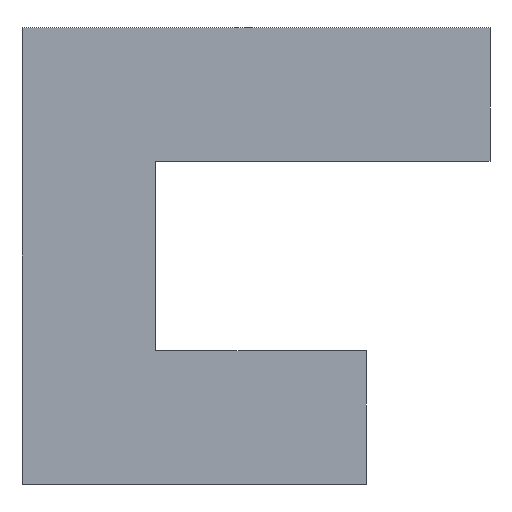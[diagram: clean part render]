
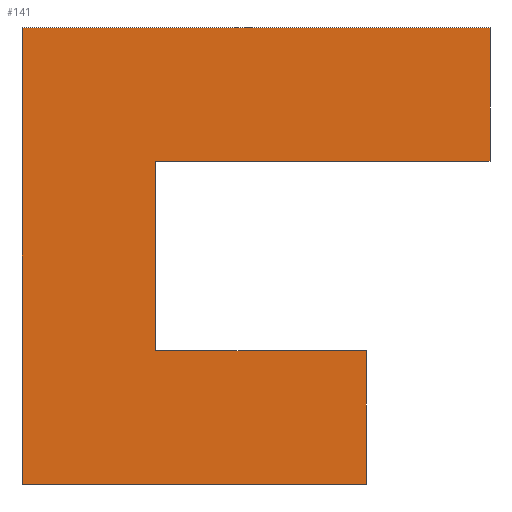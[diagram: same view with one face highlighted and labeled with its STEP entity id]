
A CAD part, front view. The second image highlights one B-rep face of the part: STEP entity #141.
In plain terms, the highlighted planar face has unit normal (0, -1, 0).
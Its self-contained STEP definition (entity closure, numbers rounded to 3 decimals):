
#1 = CARTESIAN_POINT ( 'NONE',  ( 30.912, 0., 41.001 ) ) ;
#10 = LINE ( 'NONE', #197, #464 ) ;
#20 = LINE ( 'NONE', #483, #352 ) ;
#28 = ORIENTED_EDGE ( 'NONE', *, *, #380, .F. ) ;
#39 = DIRECTION ( 'NONE',  ( 0., 0., -1. ) ) ;
#59 = EDGE_CURVE ( 'NONE', #196, #546, #116, .T. ) ;
#75 = EDGE_CURVE ( 'NONE', #314, #76, #454, .T. ) ;
#76 = VERTEX_POINT ( 'NONE', #182 ) ;
#91 = CARTESIAN_POINT ( 'NONE',  ( 0., 0., 41. ) ) ;
#92 = DIRECTION ( 'NONE',  ( 1., 0., 0. ) ) ;
#104 = ORIENTED_EDGE ( 'NONE', *, *, #563, .F. ) ;
#116 = LINE ( 'NONE', #132, #387 ) ;
#129 = VERTEX_POINT ( 'NONE', #553 ) ;
#130 = VECTOR ( 'NONE', #544, 1000. ) ;
#132 = CARTESIAN_POINT ( 'NONE',  ( 12., 0., 29. ) ) ;
#141 = ADVANCED_FACE ( 'NONE', ( #168 ), #353, .T. ) ;
#166 = ORIENTED_EDGE ( 'NONE', *, *, #427, .F. ) ;
#167 = CARTESIAN_POINT ( 'NONE',  ( 12., 0., 29. ) ) ;
#168 = FACE_OUTER_BOUND ( 'NONE', #486, .T. ) ;
#178 = EDGE_CURVE ( 'NONE', #546, #347, #449, .T. ) ;
#182 = CARTESIAN_POINT ( 'NONE',  ( 42., 0., 41. ) ) ;
#191 = ORIENTED_EDGE ( 'NONE', *, *, #59, .F. ) ;
#196 = VERTEX_POINT ( 'NONE', #266 ) ;
#197 = CARTESIAN_POINT ( 'NONE',  ( 42., 0., 29. ) ) ;
#206 = CARTESIAN_POINT ( 'NONE',  ( 0., 0., 0. ) ) ;
#210 = CARTESIAN_POINT ( 'NONE',  ( 12., 0., 12. ) ) ;
#219 = CARTESIAN_POINT ( 'NONE',  ( 0., 0., 0. ) ) ;
#261 = DIRECTION ( 'NONE',  ( -1., 0., 0. ) ) ;
#263 = VECTOR ( 'NONE', #472, 1000. ) ;
#266 = CARTESIAN_POINT ( 'NONE',  ( 42., 0., 29. ) ) ;
#302 = VECTOR ( 'NONE', #455, 1000. ) ;
#314 = VERTEX_POINT ( 'NONE', #91 ) ;
#322 = VECTOR ( 'NONE', #531, 1000. ) ;
#326 = CARTESIAN_POINT ( 'NONE',  ( 42., 0., 12. ) ) ;
#327 = ORIENTED_EDGE ( 'NONE', *, *, #75, .F. ) ;
#333 = CARTESIAN_POINT ( 'NONE',  ( 12., 0., 12. ) ) ;
#341 = LINE ( 'NONE', #443, #322 ) ;
#347 = VERTEX_POINT ( 'NONE', #333 ) ;
#351 = ORIENTED_EDGE ( 'NONE', *, *, #458, .F. ) ;
#352 = VECTOR ( 'NONE', #487, 1000. ) ;
#353 = PLANE ( 'NONE',  #385 ) ;
#367 = CARTESIAN_POINT ( 'NONE',  ( 42., 0., 41. ) ) ;
#369 = EDGE_CURVE ( 'NONE', #567, #129, #521, .T. ) ;
#376 = ORIENTED_EDGE ( 'NONE', *, *, #178, .F. ) ;
#380 = EDGE_CURVE ( 'NONE', #347, #567, #559, .T. ) ;
#382 = DIRECTION ( 'NONE',  ( 0., 0., -1. ) ) ;
#385 = AXIS2_PLACEMENT_3D ( 'NONE', #219, #404, #39 ) ;
#387 = VECTOR ( 'NONE', #261, 1000. ) ;
#404 = DIRECTION ( 'NONE',  ( 0., -1., 0. ) ) ;
#427 = EDGE_CURVE ( 'NONE', #76, #196, #10, .T. ) ;
#430 = VECTOR ( 'NONE', #92, 1000. ) ;
#443 = CARTESIAN_POINT ( 'NONE',  ( 0., 0., 0. ) ) ;
#449 = LINE ( 'NONE', #210, #302 ) ;
#454 = LINE ( 'NONE', #367, #130 ) ;
#455 = DIRECTION ( 'NONE',  ( 0., 0., -1. ) ) ;
#458 = EDGE_CURVE ( 'NONE', #481, #314, #20, .T. ) ;
#464 = VECTOR ( 'NONE', #382, 1000. ) ;
#472 = DIRECTION ( 'NONE',  ( 0., 0., -1. ) ) ;
#481 = VERTEX_POINT ( 'NONE', #206 ) ;
#483 = CARTESIAN_POINT ( 'NONE',  ( 0., 0., 41. ) ) ;
#486 = EDGE_LOOP ( 'NONE', ( #524, #28, #376, #191, #166, #327, #351, #104 ) ) ;
#487 = DIRECTION ( 'NONE',  ( 0., 0., 1. ) ) ;
#496 = CARTESIAN_POINT ( 'NONE',  ( 30.912, 0., 12. ) ) ;
#521 = LINE ( 'NONE', #1, #263 ) ;
#524 = ORIENTED_EDGE ( 'NONE', *, *, #369, .F. ) ;
#531 = DIRECTION ( 'NONE',  ( -1., 0., 0. ) ) ;
#544 = DIRECTION ( 'NONE',  ( 1., 0., 0. ) ) ;
#546 = VERTEX_POINT ( 'NONE', #167 ) ;
#553 = CARTESIAN_POINT ( 'NONE',  ( 30.912, 0., 0. ) ) ;
#559 = LINE ( 'NONE', #326, #430 ) ;
#563 = EDGE_CURVE ( 'NONE', #129, #481, #341, .T. ) ;
#567 = VERTEX_POINT ( 'NONE', #496 ) ;
